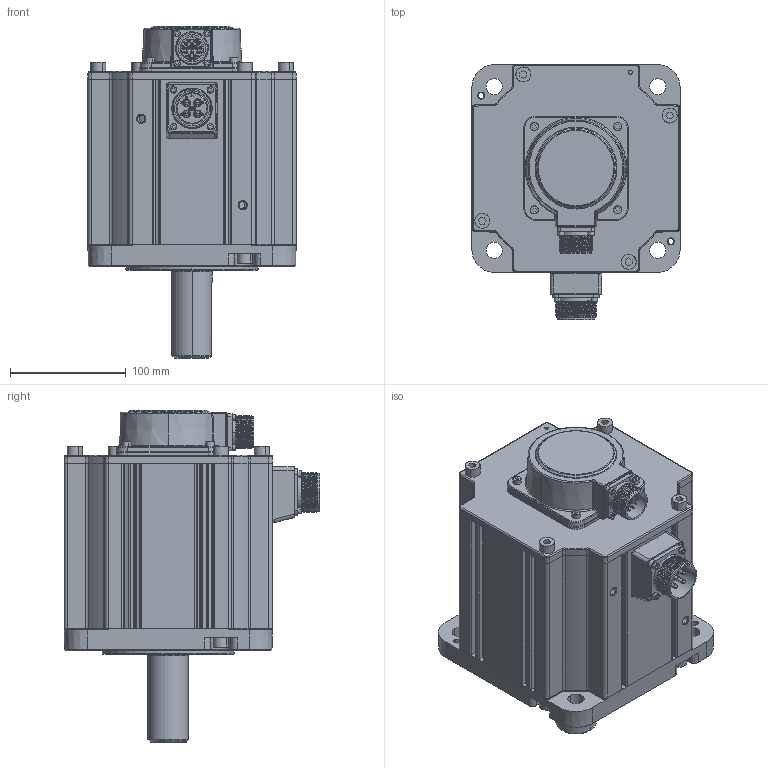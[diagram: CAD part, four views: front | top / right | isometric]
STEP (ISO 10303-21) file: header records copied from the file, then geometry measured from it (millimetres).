
FILE_DESCRIPTION (( 'STEP AP203' ), '1' );
FILE_NAME ('MS6G-180CN15E2-45P5.STEP', '2025-04-19T04:39:47', ( '' ), ( '' ), 'SwSTEP 2.0', 'SolidWorks 2022', '' );
FILE_SCHEMA (( 'CONFIG_CONTROL_DESIGN' ));
Products named in the file (1): MS6G-180CN15E2-45P5
Bounding box: 180 x 221.1 x 287 mm (x, y, z)
Volume: 5071172.3 mm3; surface area: 456582.5 mm2
Topology: 41 solids, 41 shells, 3467 faces, 8820 edges, 5610 vertices
Faces by surface type: plane 1353, cylinder 872, bspline 727, cone 265, torus 205, sphere 45
Entity records: 145899 total; most frequent: CARTESIAN_POINT 67197, ORIENTED_EDGE 17436, DIRECTION 14449, EDGE_CURVE 8718, VERTEX_POINT 5610, AXIS2_PLACEMENT_3D 5051, VECTOR 4347, LINE 4347
